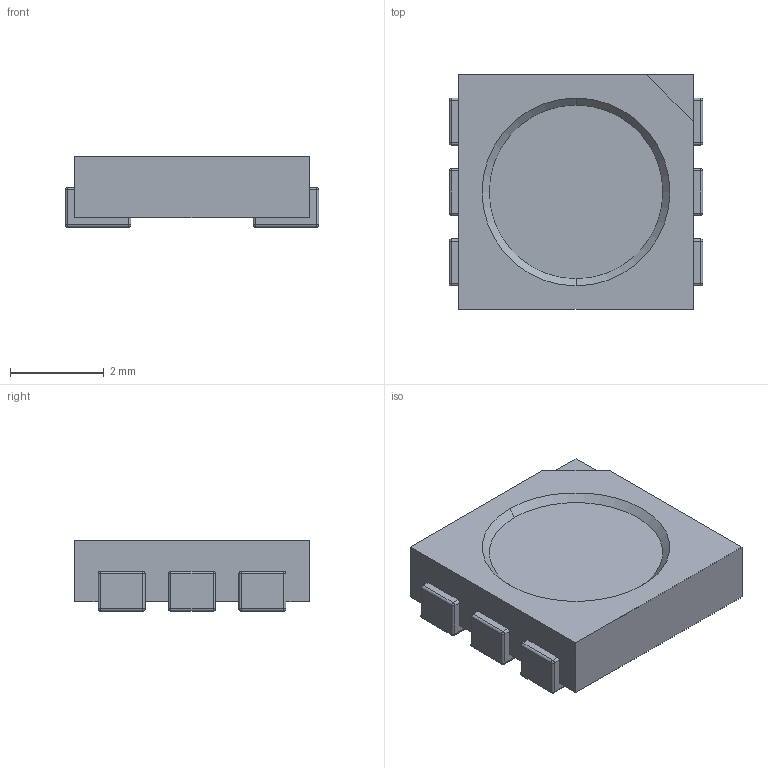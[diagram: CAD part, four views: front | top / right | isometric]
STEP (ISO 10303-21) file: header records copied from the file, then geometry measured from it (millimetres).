
FILE_DESCRIPTION(('FreeCAD Model'),'2;1');
FILE_NAME('led5050.step','2018-08-02T18:45:36',( 'kicad StepUp'),('ksu MCAD'),'Open CASCADE STEP processor 6.8', 'FreeCAD','Unknown');
FILE_SCHEMA(('AUTOMOTIVE_DESIGN_CC2 { 1 2 10303 214 -1 1 5 4 }'));
Length unit declared in the file: millimetre
Products named in the file (1): led5050
Bounding box: 5.4 x 5 x 1.5 mm (x, y, z)
Volume: 32.7 mm3; surface area: 86.8 mm2
Topology: 1 solids, 1 shells, 165 faces, 402 edges, 208 vertices
Faces by surface type: cylinder 70, plane 57, sphere 36, cone 2
Entity records: 4481 total; most frequent: DIRECTION 842, CARTESIAN_POINT 740, ORIENTED_EDGE 732, EDGE_CURVE 366, AXIS2_PLACEMENT_3D 310, LINE 222, VECTOR 222, VERTEX_POINT 208
